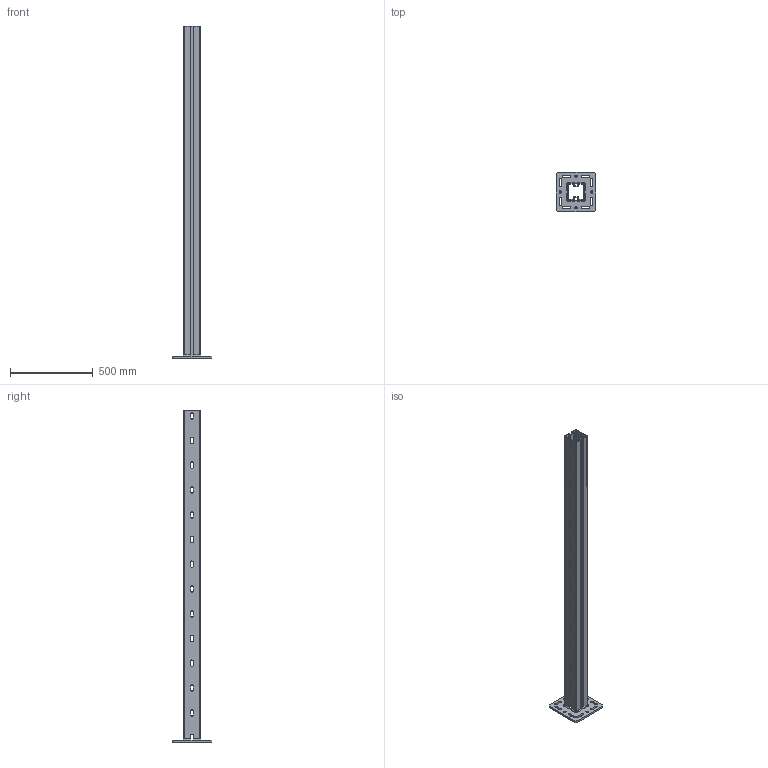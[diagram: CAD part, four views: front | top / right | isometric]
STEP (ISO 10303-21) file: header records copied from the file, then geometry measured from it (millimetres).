
FILE_DESCRIPTION((''),'2;1');
FILE_NAME('135622.stp','2010-07-22T14:52:13',('DMK009'),(''),'Autodesk Inventor 2010','Autodesk Inventor 2010','');
FILE_SCHEMA(('AUTOMOTIVE_DESIGN { 1 0 10303 214 1 1 1 1 }'));
Length unit declared in the file: millimetre
Products named in the file (1): 135622
Bounding box: 240 x 240 x 2012 mm (x, y, z)
Volume: 2960275.4 mm3; surface area: 2085409.6 mm2
Topology: 1 solids, 1 shells, 258 faces, 768 edges, 504 vertices
Faces by surface type: plane 142, cylinder 112, cone 4
Full cylindrical faces by diameter (mm): 13.5 x4
Entity records: 9069 total; most frequent: ORIENTED_EDGE 1528, CARTESIAN_POINT 1527, DIRECTION 1510, EDGE_CURVE 764, VECTOR 536, LINE 536, VERTEX_POINT 504, AXIS2_PLACEMENT_3D 487
